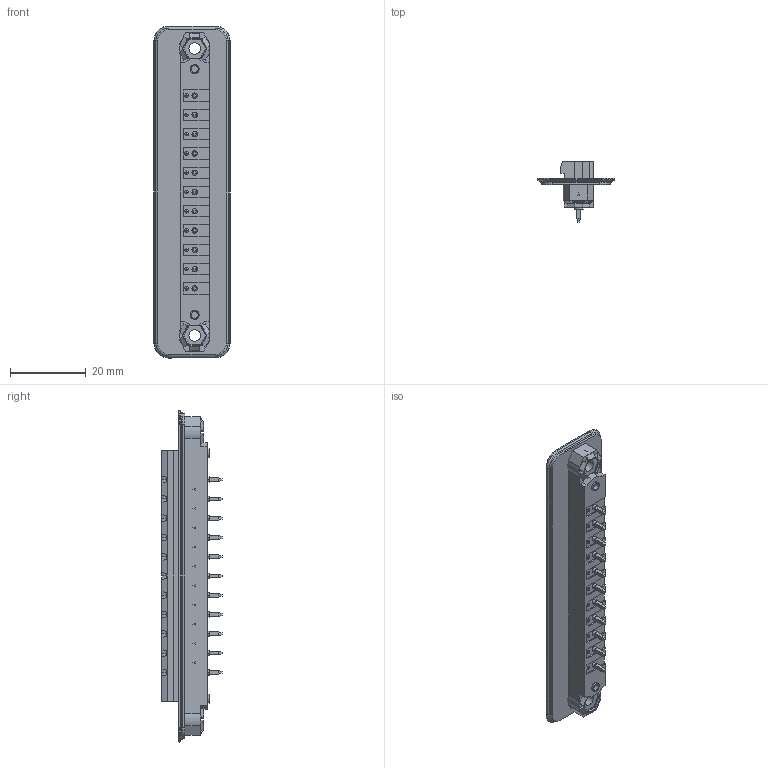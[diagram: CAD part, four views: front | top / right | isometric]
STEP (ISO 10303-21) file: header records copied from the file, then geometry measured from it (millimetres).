
FILE_DESCRIPTION(('STEP AP214'),'1');
FILE_NAME('1899375.stp','2016-07-05T05:47:42',('TraceParts'),('TraceParts S.A.'),'Spatial InterOp 3D',' ',' ');
FILE_SCHEMA(('automotive_design'));
Length unit declared in the file: millimetre
Products named in the file (1): dfk-mstbva_2.5-11-gf-5.08|1#dfk-mstbva_2.5-11-gf-5.08;dfk-mstbva_2.5-11-gf-5.08
Bounding box: 20.07 x 15.9 x 87.51 mm (x, y, z)
Volume: 5397.4 mm3; surface area: 7452.2 mm2
Topology: 1 solids, 1 shells, 1168 faces, 2702 edges, 1609 vertices
Faces by surface type: plane 935, cylinder 139, sphere 44, cone 30, torus 20
Entity records: 41905 total; most frequent: CARTESIAN_POINT 5744, DIRECTION 5697, ORIENTED_EDGE 5404, EDGE_CURVE 2702, LINE 2001, VECTOR 2001, AXIS2_PLACEMENT_3D 1848, VERTEX_POINT 1609
